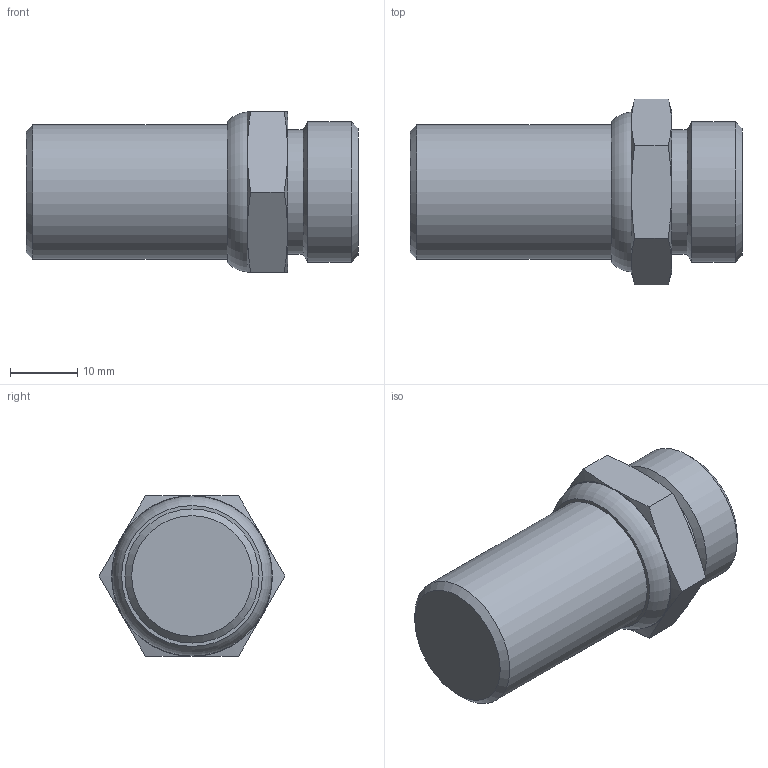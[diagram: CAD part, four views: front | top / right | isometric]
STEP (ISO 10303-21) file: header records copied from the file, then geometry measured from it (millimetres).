
FILE_DESCRIPTION(/* description */ (''),/* implementation_level */ '2;1');
FILE_NAME(/* name */ 'sd_12_es-la.stp',/* time_stamp */ '2017-11-06T13:54:10+01:00',/* author */ ('leitheußer'),/* organization */ (''),/* preprocessor_version */ 'ST-DEVELOPER v15.6',/* originating_system */ 'Autodesk Inventor LT ',/* authorisation */ '');
FILE_SCHEMA (('AUTOMOTIVE_DESIGN { 1 0 10303 214 3 1 1 }'));
Length unit declared in the file: millimetre
Products named in the file (1): SD 12 ES
Bounding box: 49.5 x 27.71 x 24 mm (x, y, z)
Volume: 8694.8 mm3; surface area: 6416.5 mm2
Topology: 1 solids, 1 shells, 33 faces, 64 edges, 37 vertices
Faces by surface type: cone 16, plane 12, cylinder 4, torus 1
Full cylindrical faces by diameter (mm): 15 x1, 18.6 x1, 20 x1, 20.955 x1
Entity records: 782 total; most frequent: CARTESIAN_POINT 174, DIRECTION 124, ORIENTED_EDGE 110, AXIS2_PLACEMENT_3D 59, EDGE_CURVE 55, EDGE_LOOP 46, VERTEX_POINT 37, FACE_OUTER_BOUND 33
